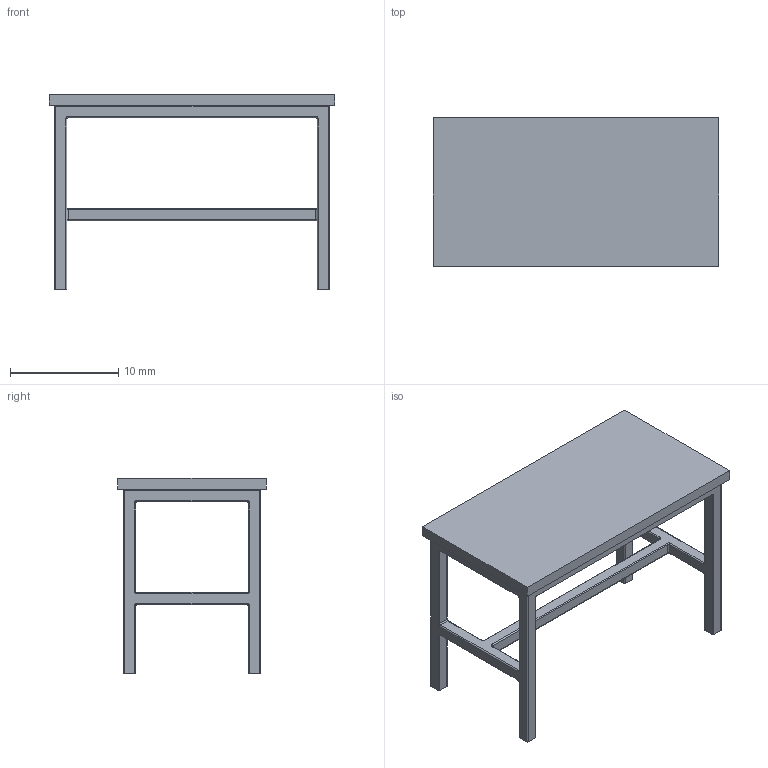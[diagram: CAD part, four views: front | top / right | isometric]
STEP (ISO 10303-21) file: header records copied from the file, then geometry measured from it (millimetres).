
FILE_DESCRIPTION(/* description */ (''),/* implementation_level */ '2;1');
FILE_NAME(/* name */ 'scale work table',/* time_stamp */ '2025-05-24T14:08:51-04:00',/* author */ (''),/* organization */ (''),/* preprocessor_version */ 'ST-DEVELOPER v19.2',/* originating_system */ 'Rhino 8.19',/* authorisation */ '');
FILE_SCHEMA (('CONFIG_CONTROL_DESIGN'));
Length unit declared in the file: inch
Products named in the file (1): Document
Bounding box: 26.42 x 13.72 x 18.03 mm (x, y, z)
Volume: 601.6 mm3; surface area: 1585.3 mm2
Topology: 2 solids, 2 shells, 175 faces, 408 edges, 232 vertices
Faces by surface type: cylinder 80, bspline 56, plane 39
Entity records: 5589 total; most frequent: CARTESIAN_POINT 2353, ORIENTED_EDGE 816, EDGE_CURVE 408, DIRECTION 367, AXIS2_PLACEMENT_3D 241, VERTEX_POINT 232, B_SPLINE_CURVE_WITH_KNOTS 188, EDGE_LOOP 178
